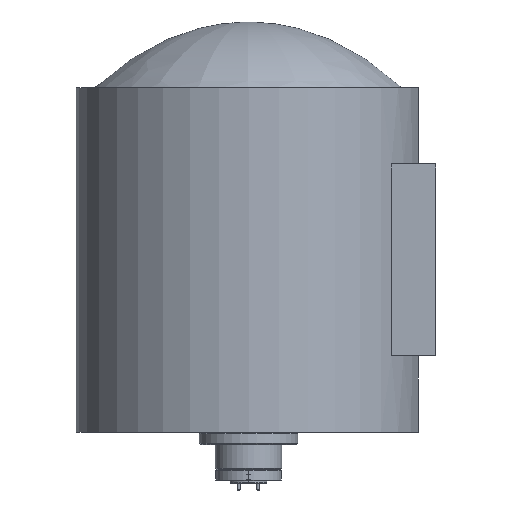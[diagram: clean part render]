
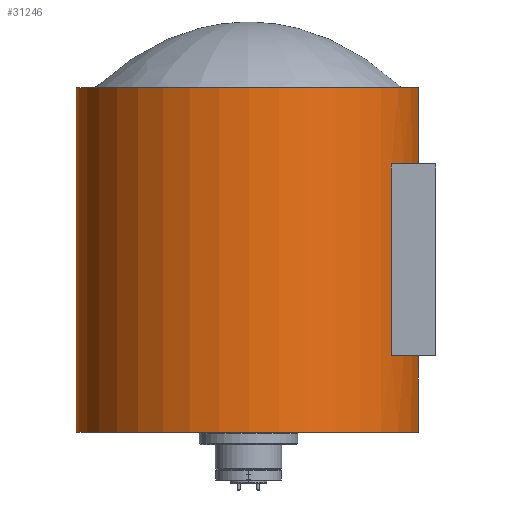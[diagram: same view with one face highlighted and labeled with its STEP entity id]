
A CAD part, left-side view. The second image highlights one B-rep face of the part: STEP entity #31246.
In plain terms, the highlighted cylindrical face has radius 88.9 mm (diameter 177.8 mm), a partial arc.
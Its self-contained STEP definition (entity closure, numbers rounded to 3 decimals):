
#108 = EDGE_LOOP ( 'NONE', ( #22305, #35315, #21332, #15411, #27712, #11991, #1698, #5624 ) ) ;
#976 = EDGE_CURVE ( 'NONE', #34371, #29328, #34557, .T. ) ;
#977 = CARTESIAN_POINT ( 'NONE',  ( -14.973, -87.63, -70.049 ) ) ;
#1016 = CIRCLE ( 'NONE', #5744, 88.9 ) ;
#1163 = AXIS2_PLACEMENT_3D ( 'NONE', #7641, #12466, #29251 ) ;
#1312 = EDGE_CURVE ( 'NONE', #16936, #29328, #19187, .T. ) ;
#1698 = ORIENTED_EDGE ( 'NONE', *, *, #18305, .T. ) ;
#2070 = EDGE_CURVE ( 'NONE', #34371, #26352, #25163, .T. ) ;
#2272 = CARTESIAN_POINT ( 'NONE',  ( 0., 0., -169.109 ) ) ;
#2925 = EDGE_CURVE ( 'NONE', #3097, #26819, #1016, .T. ) ;
#3097 = VERTEX_POINT ( 'NONE', #15990 ) ;
#3552 = CARTESIAN_POINT ( 'NONE',  ( -49.53, -73.824, -169.109 ) ) ;
#3648 = CARTESIAN_POINT ( 'NONE',  ( 0., 0., -30.679 ) ) ;
#3769 = EDGE_CURVE ( 'NONE', #36148, #26819, #35272, .T. ) ;
#3846 = DIRECTION ( 'NONE',  ( -1., 0., 0. ) ) ;
#4067 = CARTESIAN_POINT ( 'NONE',  ( 0., 88.9, -208.479 ) ) ;
#4212 = FACE_OUTER_BOUND ( 'NONE', #108, .T. ) ;
#5624 = ORIENTED_EDGE ( 'NONE', *, *, #2925, .T. ) ;
#5744 = AXIS2_PLACEMENT_3D ( 'NONE', #3648, #6803, #14918 ) ;
#5894 = DIRECTION ( 'NONE',  ( 0., 0., 1. ) ) ;
#6612 = VECTOR ( 'NONE', #25794, 1000. ) ;
#6803 = DIRECTION ( 'NONE',  ( 0., 0., -1. ) ) ;
#7370 = DIRECTION ( 'NONE',  ( 0., 1., 0. ) ) ;
#7641 = CARTESIAN_POINT ( 'NONE',  ( 0., 0., -208.479 ) ) ;
#8665 = VECTOR ( 'NONE', #21274, 1000. ) ;
#9452 = CIRCLE ( 'NONE', #1163, 88.9 ) ;
#10187 = EDGE_CURVE ( 'NONE', #26352, #32988, #31623, .T. ) ;
#11160 = CARTESIAN_POINT ( 'NONE',  ( 0., 88.9, -208.479 ) ) ;
#11822 = CARTESIAN_POINT ( 'NONE',  ( 0., 0., -70.049 ) ) ;
#11991 = ORIENTED_EDGE ( 'NONE', *, *, #10187, .T. ) ;
#12466 = DIRECTION ( 'NONE',  ( 0., 0., -1. ) ) ;
#13002 = DIRECTION ( 'NONE',  ( -1., 0., 0. ) ) ;
#13301 = CARTESIAN_POINT ( 'NONE',  ( -14.973, -87.63, -208.479 ) ) ;
#13548 = DIRECTION ( 'NONE',  ( 0., 0., 1. ) ) ;
#13932 = VECTOR ( 'NONE', #35997, 1000. ) ;
#14485 = AXIS2_PLACEMENT_3D ( 'NONE', #2272, #13548, #13002 ) ;
#14918 = DIRECTION ( 'NONE',  ( 0., -1., 0. ) ) ;
#15411 = ORIENTED_EDGE ( 'NONE', *, *, #976, .F. ) ;
#15474 = CYLINDRICAL_SURFACE ( 'NONE', #17851, 88.9 ) ;
#15835 = DIRECTION ( 'NONE',  ( 0., 0., 1. ) ) ;
#15990 = CARTESIAN_POINT ( 'NONE',  ( -14.973, -87.63, -30.679 ) ) ;
#16936 = VERTEX_POINT ( 'NONE', #27460 ) ;
#17851 = AXIS2_PLACEMENT_3D ( 'NONE', #33030, #15835, #7370 ) ;
#18305 = EDGE_CURVE ( 'NONE', #32988, #3097, #19909, .T. ) ;
#19187 = LINE ( 'NONE', #13301, #13932 ) ;
#19909 = LINE ( 'NONE', #22492, #6612 ) ;
#21274 = DIRECTION ( 'NONE',  ( 0., 0., 1. ) ) ;
#21332 = ORIENTED_EDGE ( 'NONE', *, *, #1312, .T. ) ;
#22305 = ORIENTED_EDGE ( 'NONE', *, *, #3769, .F. ) ;
#22492 = CARTESIAN_POINT ( 'NONE',  ( -14.973, -87.63, -208.479 ) ) ;
#25163 = LINE ( 'NONE', #3552, #8665 ) ;
#25794 = DIRECTION ( 'NONE',  ( 0., 0., 1. ) ) ;
#26352 = VERTEX_POINT ( 'NONE', #27241 ) ;
#26692 = EDGE_CURVE ( 'NONE', #16936, #36148, #9452, .T. ) ;
#26819 = VERTEX_POINT ( 'NONE', #34175 ) ;
#27241 = CARTESIAN_POINT ( 'NONE',  ( -49.53, -73.824, -70.049 ) ) ;
#27412 = CARTESIAN_POINT ( 'NONE',  ( -49.53, -73.824, -169.109 ) ) ;
#27460 = CARTESIAN_POINT ( 'NONE',  ( -14.973, -87.63, -208.479 ) ) ;
#27712 = ORIENTED_EDGE ( 'NONE', *, *, #2070, .T. ) ;
#29251 = DIRECTION ( 'NONE',  ( 0., -1., 0. ) ) ;
#29328 = VERTEX_POINT ( 'NONE', #33291 ) ;
#30484 = VECTOR ( 'NONE', #34731, 1000. ) ;
#31246 = ADVANCED_FACE ( 'NONE', ( #4212 ), #15474, .T. ) ;
#31623 = CIRCLE ( 'NONE', #32204, 88.9 ) ;
#32204 = AXIS2_PLACEMENT_3D ( 'NONE', #11822, #5894, #3846 ) ;
#32988 = VERTEX_POINT ( 'NONE', #977 ) ;
#33030 = CARTESIAN_POINT ( 'NONE',  ( 0., 0., -208.479 ) ) ;
#33291 = CARTESIAN_POINT ( 'NONE',  ( -14.973, -87.63, -169.109 ) ) ;
#34175 = CARTESIAN_POINT ( 'NONE',  ( 0., 88.9, -30.679 ) ) ;
#34371 = VERTEX_POINT ( 'NONE', #27412 ) ;
#34557 = CIRCLE ( 'NONE', #14485, 88.9 ) ;
#34731 = DIRECTION ( 'NONE',  ( 0., 0., 1. ) ) ;
#35272 = LINE ( 'NONE', #4067, #30484 ) ;
#35315 = ORIENTED_EDGE ( 'NONE', *, *, #26692, .F. ) ;
#35997 = DIRECTION ( 'NONE',  ( 0., 0., 1. ) ) ;
#36148 = VERTEX_POINT ( 'NONE', #11160 ) ;
